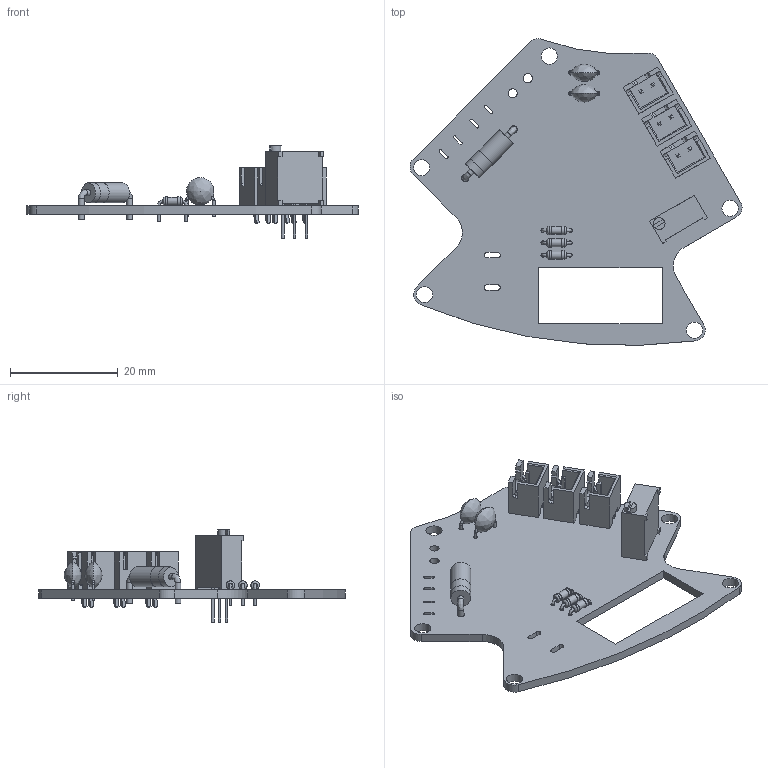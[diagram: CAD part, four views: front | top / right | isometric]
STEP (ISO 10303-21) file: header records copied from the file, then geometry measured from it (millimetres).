
FILE_DESCRIPTION(('KiCad electronic assembly'),'2;1');
FILE_NAME('psu_board.step','2022-10-15T00:33:01',('Pcbnew'),('Kicad'), 'Open CASCADE STEP processor 7.6','KiCad to STEP converter','Unknown' );
FILE_SCHEMA(('AUTOMOTIVE_DESIGN { 1 0 10303 214 1 1 1 1 }'));
Length unit declared in the file: millimetre
Products named in the file (12): psu_board 1; C_Disc_D5.1mm_W3.2mm_P5.00mm; SOLID; R_Axial_DIN0204_L3.6mm_D1.6mm_P5.08mm_Horizontal; D_5W_P12.70mm_Horizontal; JST_XH_B2B-XH-A_1x02_P2.50mm_Vertical; Potentiometer_Bourns_3296W_Vertical; psu_board PCB
Assembly tree (16 placements, depth 3):
  psu_board 1
    C_Disc_D5.1mm_W3.2mm_P5.00mm  x2
      SOLID
    R_Axial_DIN0204_L3.6mm_D1.6mm_P5.08mm_Horizontal  x3
      SOLID
    D_5W_P12.70mm_Horizontal
      SOLID
    JST_XH_B2B-XH-A_1x02_P2.50mm_Vertical  x3
      SOLID
    Potentiometer_Bourns_3296W_Vertical
      SOLID
    psu_board PCB
Bounding box: 61.52 x 56.84 x 17.07 mm (x, y, z)
Volume: 4555.9 mm3; surface area: 7006.9 mm2
Topology: 11 solids, 11 shells, 453 faces, 1153 edges, 750 vertices
Faces by surface type: bspline 379, cylinder 50, plane 24
Full cylindrical faces by diameter (mm): 0.7 x6, 0.8 x7, 1 x6, 1.4 x2, 1.7 x2, 3 x5
Entity records: 16952 total; most frequent: CARTESIAN_POINT 5935, ORIENTED_EDGE 1204, PCURVE 1204, DEFINITIONAL_REPRESENTATION 1204, B_SPLINE_CURVE_WITH_KNOTS 1053, DIRECTION 930, EDGE_CURVE 602, SURFACE_CURVE 544
